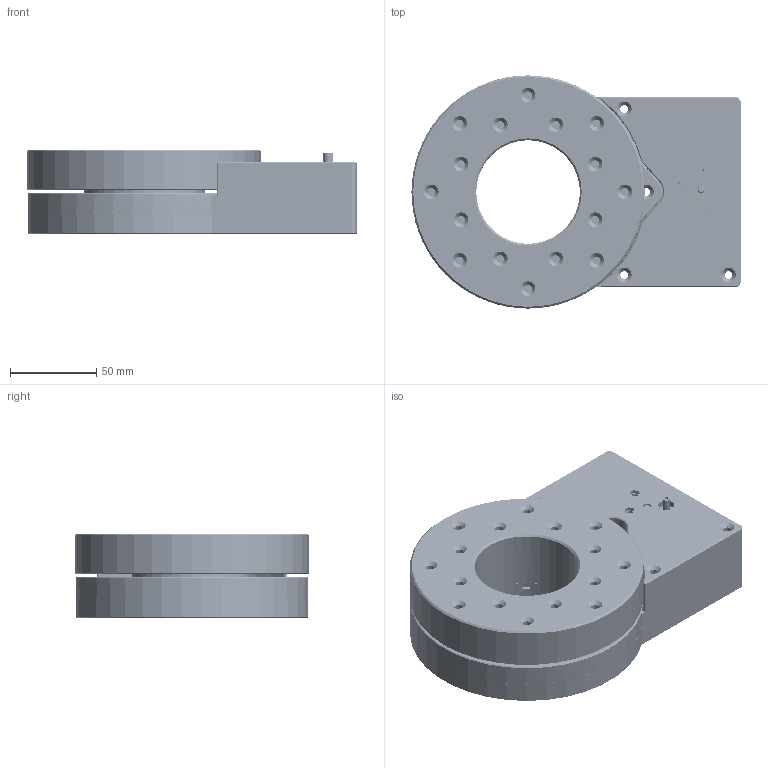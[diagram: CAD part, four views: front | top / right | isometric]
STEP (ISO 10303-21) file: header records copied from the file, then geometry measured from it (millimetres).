
FILE_DESCRIPTION(/* description */ (''),/* implementation_level */ '2;1');
FILE_NAME(/* name */ 'VerticalLoadMotor - V2 - Parametric v36.step',/* time_stamp */ '2025-05-11T09:42:54+03:00',/* author */ (''),/* organization */ (''),/* preprocessor_version */ 'ST-DEVELOPER v20.1',/* originating_system */ 'Autodesk Translation Framework v14.4.0.0',/* authorisation */ '');
FILE_SCHEMA (('AUTOMOTIVE_DESIGN { 1 0 10303 214 3 1 1 }'));
Products named in the file (15): VerticalLoadMotor - V2 - Parametric; Assembly1; Part1_l298; Jumper; Moteur; Moteur - Enveloppe partie 1 ; Moteur - Engrenage 1; Moteur - Engrenage 2; Moteur - Moteur; Moteur - Axe engrenage; Moteur - Vis; Moteur - Enveloppe partie 2; Moteur - Maintien; Moteur - Engrenage 3; Moteur - Engrenage 4
Assembly tree (17 placements, depth 3):
  VerticalLoadMotor - V2 - Parametric
    Assembly1
      Part1_l298
      Jumper  x3
    Moteur
      Moteur - Enveloppe partie 1 
      Moteur - Engrenage 1
      Moteur - Engrenage 2
      Moteur - Moteur
      Moteur - Axe engrenage
      Moteur - Vis  x2
      Moteur - Enveloppe partie 2
      Moteur - Maintien
      Moteur - Engrenage 3
      Moteur - Engrenage 4
Bounding box: 190.45 x 135 x 49 mm (x, y, z)
Volume: 573501 mm3; surface area: 243260.2 mm2
Topology: 59 solids, 60 shells, 7880 faces, 20803 edges, 13282 vertices
Faces by surface type: plane 3870, bspline 2514, cylinder 1352, cone 60, torus 43, sphere 41
Full cylindrical faces by diameter (mm): 1.5 x15, 1.7 x15, 1.8 x50, 1.9 x2, 1.95 x1, 2 x19, 2.5 x4, 2.8 x13, 3 x11, 3.1 x5, 3.2 x6, 3.6 x2, 3.8 x1, 3.9 x2, 4 x6, 4.2 x6, 4.5 x46, 4.9 x1, 5.3 x2, 5.5 x2, 5.8 x1, 5.95 x2, 6 x2, 6.15 x2, 6.3 x2, 6.7 x2, 6.9 x4, 6.96 x24, 7 x3, 7.75 x4
Entity records: 451665 total; most frequent: CARTESIAN_POINT 281089, ORIENTED_EDGE 39166, DIRECTION 27218, EDGE_CURVE 19583, VERTEX_POINT 12639, LINE 10590, VECTOR 10590, AXIS2_PLACEMENT_3D 8314
